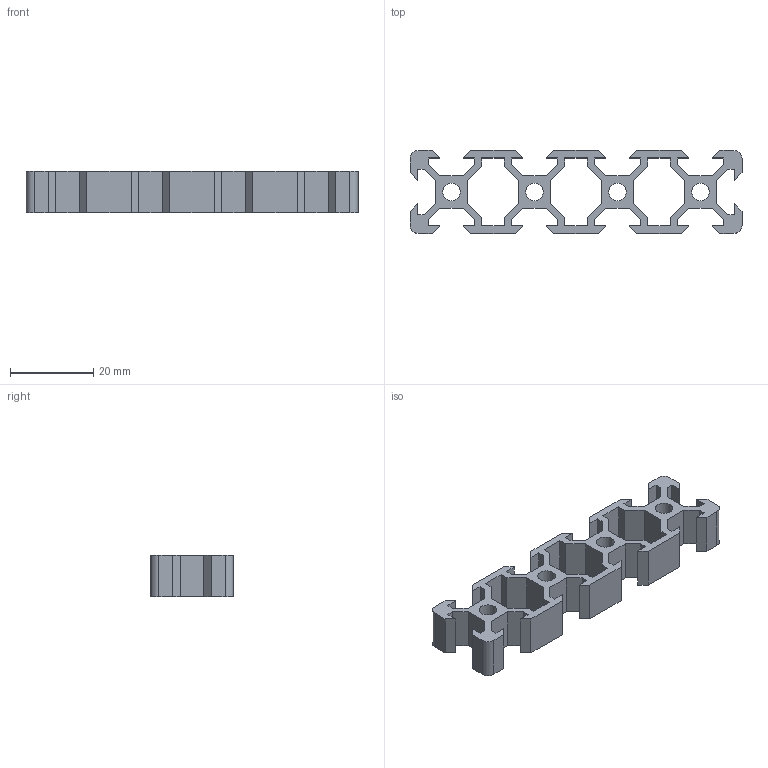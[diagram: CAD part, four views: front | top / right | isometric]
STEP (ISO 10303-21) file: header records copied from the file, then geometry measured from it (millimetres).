
FILE_DESCRIPTION((''),'2;1');
FILE_NAME('vslot 20 x 80.ipt.step','2014-04-22T18:03:07',(''),(''),'Autodesk Inventor 2013','Autodesk Inventor 2013','');
FILE_SCHEMA(('AUTOMOTIVE_DESIGN { 1 0 10303 214 1 1 1 1 }'));
Length unit declared in the file: millimetre
Products named in the file (1): vslot 20 x 80
Bounding box: 80 x 20 x 10 mm (x, y, z)
Volume: 5535.1 mm3; surface area: 6838.6 mm2
Topology: 1 solids, 1 shells, 150 faces, 444 edges, 296 vertices
Faces by surface type: plane 142, cylinder 8
Full cylindrical faces by diameter (mm): 4.2 x4
Entity records: 4958 total; most frequent: CARTESIAN_POINT 887, ORIENTED_EDGE 880, DIRECTION 758, EDGE_CURVE 440, VECTOR 424, LINE 424, VERTEX_POINT 296, EDGE_LOOP 168
